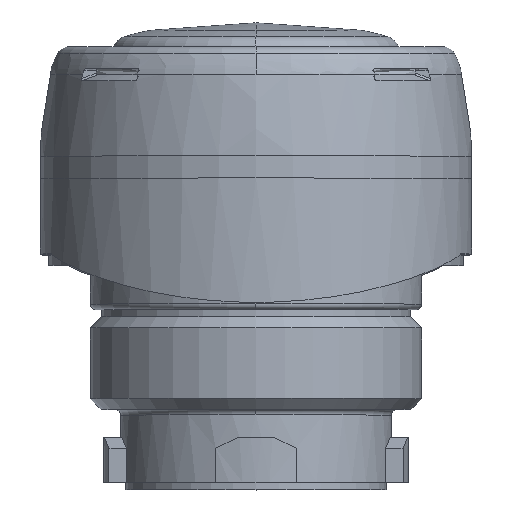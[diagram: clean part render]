
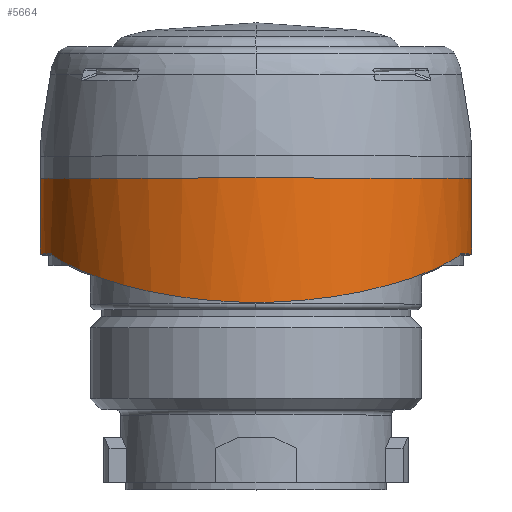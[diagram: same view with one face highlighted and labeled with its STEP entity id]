
A CAD part, top view. The second image highlights one B-rep face of the part: STEP entity #5664.
In plain terms, the highlighted cylindrical face has radius 19.515 mm (diameter 39.03 mm), a partial arc.
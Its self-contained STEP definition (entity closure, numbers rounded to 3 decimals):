
#542=DIRECTION('',(0.,-1.,0.));
#543=VECTOR('',#542,6.85);
#544=CARTESIAN_POINT('',(-19.514,28.15,18.));
#545=LINE('',#544,#543);
#563=CARTESIAN_POINT('',(0.,28.15,18.));
#564=DIRECTION('',(0.,1.,0.));
#565=DIRECTION('',(-1.,0.,0.));
#566=AXIS2_PLACEMENT_3D('',#563,#564,#565);
#571=CARTESIAN_POINT('',(0.,21.3,18.));
#572=DIRECTION('',(0.,1.,0.));
#573=DIRECTION('',(0.953,0.,0.303));
#574=AXIS2_PLACEMENT_3D('',#571,#572,#573);
#579=CARTESIAN_POINT('',(0.,21.3,18.));
#580=DIRECTION('',(0.,1.,0.));
#581=DIRECTION('',(-1.,0.,0.));
#582=AXIS2_PLACEMENT_3D('',#579,#580,#581);
#623=DIRECTION('',(0.,1.,0.));
#624=VECTOR('',#623,6.85);
#625=CARTESIAN_POINT('',(19.515,21.3,18.));
#626=LINE('',#625,#624);
#2481=CARTESIAN_POINT('',(-18.599,21.3,23.908));
#2482=CARTESIAN_POINT('',(-18.297,21.066,24.859));
#2483=CARTESIAN_POINT('',(-17.557,20.586,26.689));
#2484=CARTESIAN_POINT('',(-16.036,19.837,29.254));
#2485=CARTESIAN_POINT('',(-14.14,19.099,31.558));
#2486=CARTESIAN_POINT('',(-11.946,18.42,33.524));
#2487=CARTESIAN_POINT('',(-9.504,17.832,35.126));
#2488=CARTESIAN_POINT('',(-6.9,17.37,36.328));
#2489=CARTESIAN_POINT('',(-4.18,17.051,37.131));
#2490=CARTESIAN_POINT('',(-1.399,16.89,37.532));
#2491=CARTESIAN_POINT('',(1.398,16.89,37.532));
#2492=CARTESIAN_POINT('',(4.18,17.051,37.131));
#2493=CARTESIAN_POINT('',(6.899,17.37,36.328));
#2494=CARTESIAN_POINT('',(9.504,17.832,35.126));
#2495=CARTESIAN_POINT('',(11.945,18.419,33.524));
#2496=CARTESIAN_POINT('',(14.14,19.099,31.558));
#2497=CARTESIAN_POINT('',(16.036,19.837,29.254));
#2498=CARTESIAN_POINT('',(17.557,20.586,26.69));
#2499=CARTESIAN_POINT('',(18.297,21.066,24.859));
#2500=CARTESIAN_POINT('',(18.599,21.3,23.908));
#4849=VERTEX_POINT('',#2481);
#4850=VERTEX_POINT('',#2500);
#4857=CARTESIAN_POINT('',(19.515,21.3,18.));
#4859=VERTEX_POINT('',#4857);
#4862=CARTESIAN_POINT('',(-19.515,21.3,18.));
#4864=VERTEX_POINT('',#4862);
#5158=CARTESIAN_POINT('',(-19.515,28.15,18.));
#5159=CARTESIAN_POINT('',(19.515,28.15,18.));
#5160=VERTEX_POINT('',#5158);
#5161=VERTEX_POINT('',#5159);
#5646=CARTESIAN_POINT('',(0.,23.65,18.));
#5647=DIRECTION('',(0.,1.,0.));
#5648=DIRECTION('',(0.,0.,-1.));
#5649=AXIS2_PLACEMENT_3D('',#5646,#5647,#5648);
#5650=CYLINDRICAL_SURFACE('',#5649,19.515);
#5652=ORIENTED_EDGE('',*,*,#5651,.T.);
#5654=ORIENTED_EDGE('',*,*,#5653,.F.);
#5656=ORIENTED_EDGE('',*,*,#5655,.F.);
#5658=ORIENTED_EDGE('',*,*,#5657,.F.);
#5660=ORIENTED_EDGE('',*,*,#5659,.F.);
#5661=ORIENTED_EDGE('',*,*,#5637,.F.);
#5662=EDGE_LOOP('',(#5652,#5654,#5656,#5658,#5660,#5661));
#5663=FACE_OUTER_BOUND('',#5662,.F.);
#5664=ADVANCED_FACE('',(#5663),#5650,.T.);
#567=CIRCLE('',#566,19.515);
#575=CIRCLE('',#574,19.515);
#583=CIRCLE('',#582,19.515);
#2501=B_SPLINE_CURVE_WITH_KNOTS('',3,(#2481,#2482,#2483,#2484,#2485,#2486,#2487,
#2488,#2489,#2490,#2491,#2492,#2493,#2494,#2495,#2496,#2497,#2498,#2499,#2500),
.UNSPECIFIED.,.F.,.F.,(4,1,1,1,1,1,1,1,1,1,1,1,1,1,1,1,1,4),(0.,
0.059,0.118,0.176,0.235,
0.294,0.353,0.412,0.471,
0.529,0.588,0.647,0.706,
0.765,0.824,0.882,0.941,1.),
.UNSPECIFIED.);
#5637=EDGE_CURVE('',#5160,#4864,#545,.T.);
#5651=EDGE_CURVE('',#5160,#5161,#567,.T.);
#5653=EDGE_CURVE('',#4859,#5161,#626,.T.);
#5655=EDGE_CURVE('',#4850,#4859,#575,.T.);
#5657=EDGE_CURVE('',#4849,#4850,#2501,.T.);
#5659=EDGE_CURVE('',#4864,#4849,#583,.T.);
